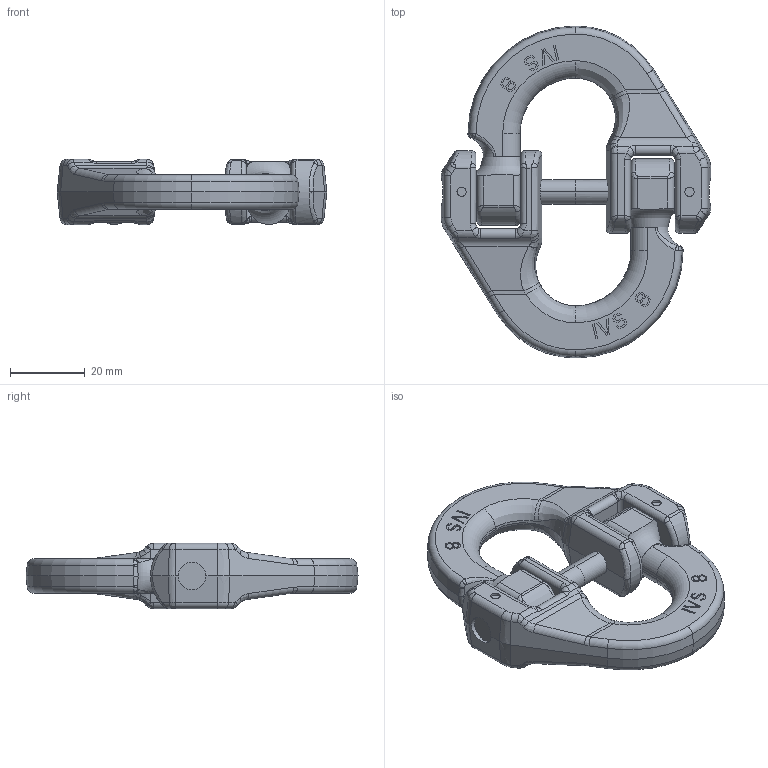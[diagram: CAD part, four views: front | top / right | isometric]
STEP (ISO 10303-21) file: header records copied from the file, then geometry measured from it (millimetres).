
FILE_DESCRIPTION((''),'2;1');
FILE_NAME('001-M34139-P-2_ASM','2012-03-08T',('Roland.Jakubetz'),(''),'PRO/ENGINEER BY PARAMETRIC TECHNOLOGY CORPORATION, 2010140','PRO/ENGINEER BY PARAMETRIC TECHNOLOGY CORPORATION, 2010140','');
FILE_SCHEMA(('CONFIG_CONTROL_DESIGN'));
Length unit declared in the file: millimetre
Products named in the file (3): 001-M34139-P-1; 001-M34139-P-2; 001-M34139-P-2_ASM
Assembly tree (2 placements, depth 2):
  001-M34139-P-2_ASM
    001-M34139-P-1
    001-M34139-P-2
Bounding box: 72.26 x 89.01 x 17.5 mm (x, y, z)
Volume: 56830.5 mm3; surface area: 20541 mm2
Topology: 2 solids, 2 shells, 942 faces, 2436 edges, 1518 vertices
Faces by surface type: plane 511, cylinder 175, bspline 169, torus 51, cone 36
Entity records: 40794 total; most frequent: CARTESIAN_POINT 18947, ORIENTED_EDGE 4872, DIRECTION 4037, EDGE_CURVE 2436, VECTOR 1573, LINE 1573, VERTEX_POINT 1518, AXIS2_PLACEMENT_3D 1232
